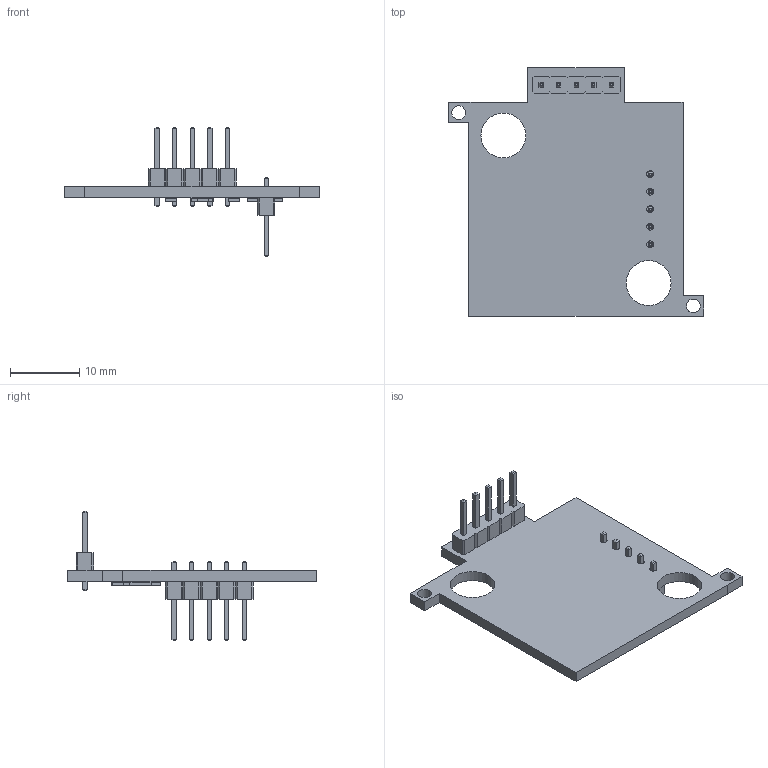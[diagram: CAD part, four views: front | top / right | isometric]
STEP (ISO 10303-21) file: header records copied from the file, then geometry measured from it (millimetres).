
FILE_DESCRIPTION(('KiCad electronic assembly'),'2;1');
FILE_NAME('puzzle-piece-controller.step','2024-10-15T23:30:49',('Pcbnew' ),('Kicad'),'Open CASCADE STEP processor 7.7', 'KiCad to STEP converter','Unknown');
FILE_SCHEMA(('AUTOMOTIVE_DESIGN { 1 0 10303 214 1 1 1 1 }'));
Length unit declared in the file: millimetre
Products named in the file (6): puzzle-piece-controller 1; PinHeader_1x05_P2.54mm_Vertical; PinHeader_1x05_P254mm_Vertical; R_1206_3216Metric; puzzle-piece-controller_PCB
Assembly tree (11 placements, depth 3):
  puzzle-piece-controller 1
    PinHeader_1x05_P2.54mm_Vertical  x2
      PinHeader_1x05_P254mm_Vertical
    R_1206_3216Metric  x6
      R_1206_3216Metric
    puzzle-piece-controller_PCB
Bounding box: 37 x 36 x 18.78 mm (x, y, z)
Volume: 1762.1 mm3; surface area: 2910.7 mm2
Topology: 9 solids, 9 shells, 434 faces, 1084 edges, 688 vertices
Faces by surface type: plane 372, cylinder 62
Full cylindrical faces by diameter (mm): 1 x10, 2 x2, 6.5 x2
Entity records: 6490 total; most frequent: CARTESIAN_POINT 924, ORIENTED_EDGE 896, DIRECTION 876, EDGE_CURVE 448, LINE 404, VECTOR 404, VERTEX_POINT 284, AXIS2_PLACEMENT_3D 236
